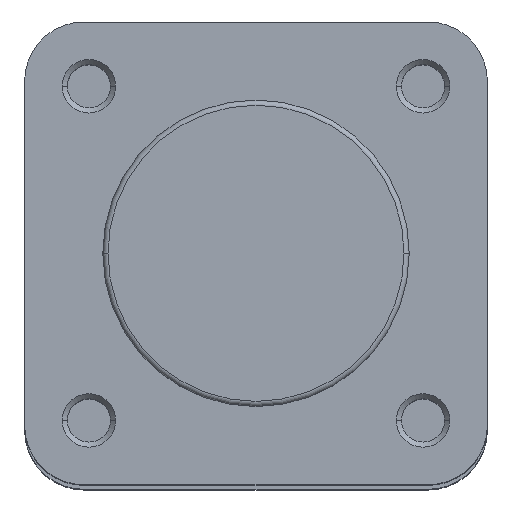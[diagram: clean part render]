
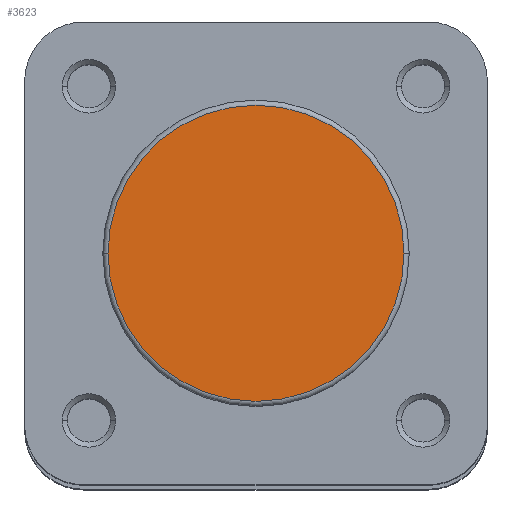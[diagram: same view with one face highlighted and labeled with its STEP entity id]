
A CAD part, top view. The second image highlights one B-rep face of the part: STEP entity #3623.
In plain terms, the highlighted planar face has unit normal (0, 0, 1).
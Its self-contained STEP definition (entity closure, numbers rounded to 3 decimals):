
#160 = EDGE_CURVE ( 'NONE', #858, #860, #1157, .T. ) ;
#206 = EDGE_CURVE ( 'NONE', #860, #858, #3512, .T. ) ;
#388 = EDGE_LOOP ( 'NONE', ( #4408, #4407 ) ) ;
#858 = VERTEX_POINT ( 'NONE', #1353 ) ;
#860 = VERTEX_POINT ( 'NONE', #1355 ) ;
#963 = DIRECTION ( 'NONE',  ( -1., 0., 0. ) ) ;
#981 = CARTESIAN_POINT ( 'NONE',  ( 0., 0., 0. ) ) ;
#983 = DIRECTION ( 'NONE',  ( 0., 0., 1. ) ) ;
#1046 = DIRECTION ( 'NONE',  ( -1., 0., 0. ) ) ;
#1047 = DIRECTION ( 'NONE',  ( 0., 0., 1. ) ) ;
#1049 = CARTESIAN_POINT ( 'NONE',  ( 0., 0., 0. ) ) ;
#1157 = CIRCLE ( 'NONE', #3922, 14.4 ) ;
#1353 = CARTESIAN_POINT ( 'NONE',  ( -14.4, 0., 0. ) ) ;
#1355 = CARTESIAN_POINT ( 'NONE',  ( 14.4, 0., 0. ) ) ;
#1630 = CARTESIAN_POINT ( 'NONE',  ( 0., 14.9, 0. ) ) ;
#1639 = PLANE ( 'NONE',  #4052 ) ;
#1646 = DIRECTION ( 'NONE',  ( 0., 0., -1. ) ) ;
#1647 = DIRECTION ( 'NONE',  ( -1., 0., 0. ) ) ;
#2630 = FACE_OUTER_BOUND ( 'NONE', #388, .T. ) ;
#3512 = CIRCLE ( 'NONE', #3945, 14.4 ) ;
#3623 = ADVANCED_FACE ( 'NONE', ( #2630 ), #1639, .F. ) ;
#3922 = AXIS2_PLACEMENT_3D ( 'NONE', #981, #983, #963 ) ;
#3945 = AXIS2_PLACEMENT_3D ( 'NONE', #1049, #1047, #1046 ) ;
#4052 = AXIS2_PLACEMENT_3D ( 'NONE', #1630, #1646, #1647 ) ;
#4407 = ORIENTED_EDGE ( 'NONE', *, *, #206, .T. ) ;
#4408 = ORIENTED_EDGE ( 'NONE', *, *, #160, .T. ) ;
